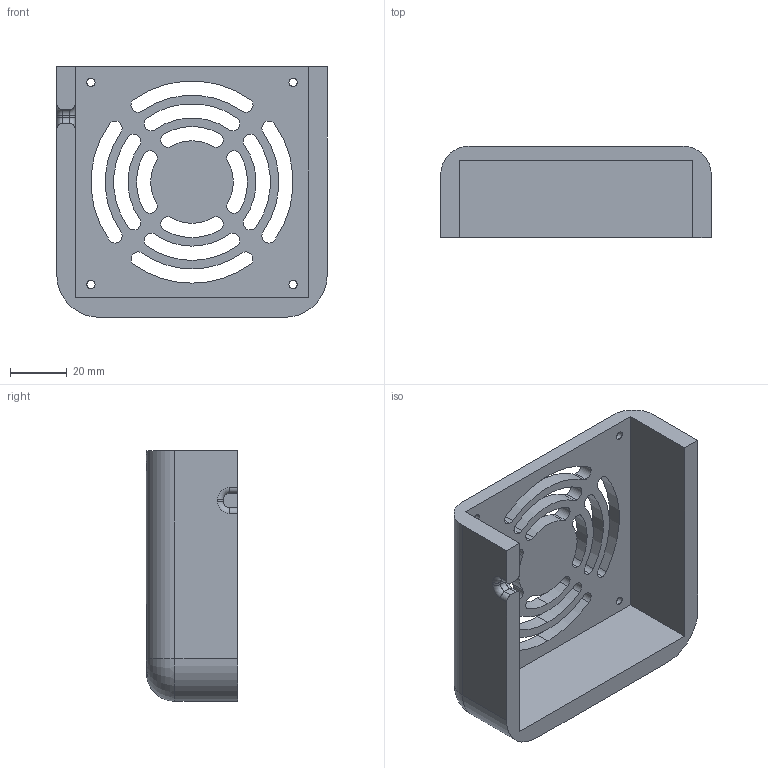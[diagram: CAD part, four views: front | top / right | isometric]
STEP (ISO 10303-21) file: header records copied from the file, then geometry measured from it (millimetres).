
FILE_DESCRIPTION (( 'STEP AP203' ), '1' );
FILE_NAME ('Fan Module_Predeterminado_sldprt.STEP', '2024-02-29T15:20:00', ( '' ), ( '' ), 'SwSTEP 2.0', 'SolidWorks 2022', '' );
FILE_SCHEMA (( 'CONFIG_CONTROL_DESIGN' ));
Length unit declared in the file: millimetre
Products named in the file (1): Fan Module_Predeterminado_sldprt
Bounding box: 95 x 32 x 88 mm (x, y, z)
Volume: 69126.8 mm3; surface area: 31714.9 mm2
Topology: 1 solids, 1 shells, 119 faces, 339 edges, 222 vertices
Faces by surface type: cylinder 95, plane 18, torus 6
Entity records: 4202 total; most frequent: CARTESIAN_POINT 777, DIRECTION 773, ORIENTED_EDGE 678, EDGE_CURVE 339, AXIS2_PLACEMENT_3D 320, VERTEX_POINT 222, CIRCLE 200, EDGE_LOOP 151
